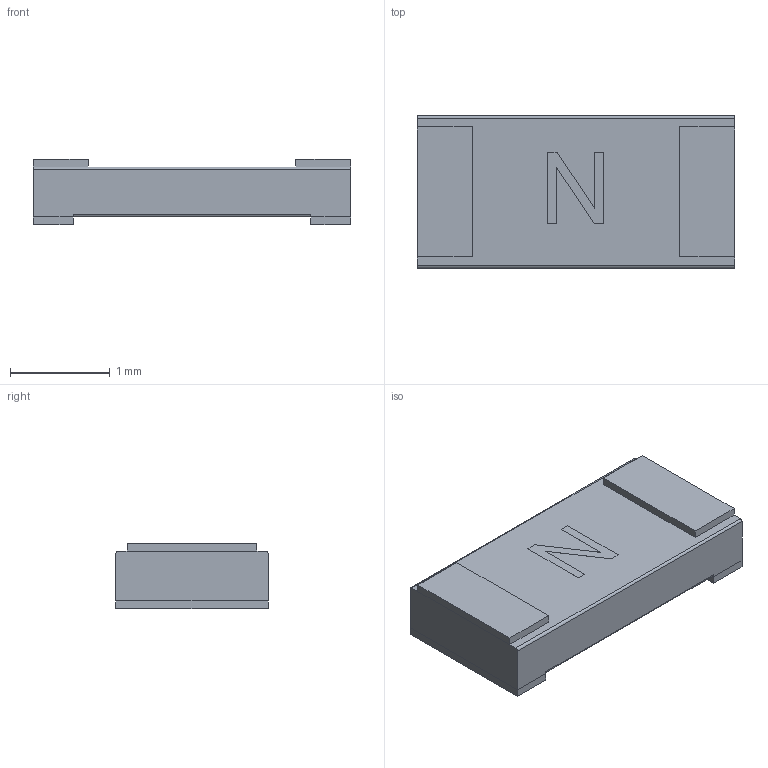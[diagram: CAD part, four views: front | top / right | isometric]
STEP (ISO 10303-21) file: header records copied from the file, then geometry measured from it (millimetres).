
FILE_DESCRIPTION(/* description */ (''),/* implementation_level */ '2;1');
FILE_NAME(/* name */ 'FUSE 1206_3216 0.9MM.step',/* time_stamp */ '2020-05-13T20:01:23+01:00',/* author */ (''),/* organization */ (''),/* preprocessor_version */ 'ST-DEVELOPER v18.1',/* originating_system */ 'Autodesk Translation Framework v9.2.0.1227',/* authorisation */ '');
FILE_SCHEMA (('AUTOMOTIVE_DESIGN { 1 0 10303 214 3 1 1 }'));
Length unit declared in the file: millimetre
Products named in the file (1): FUSE 1206_3216 0.9MM
Bounding box: 3.17 x 1.52 x 0.66 mm (x, y, z)
Volume: 2.6 mm3; surface area: 15.5 mm2
Topology: 1 solids, 1 shells, 41 faces, 106 edges, 68 vertices
Faces by surface type: plane 37, cylinder 4
Entity records: 1294 total; most frequent: CARTESIAN_POINT 216, ORIENTED_EDGE 212, DIRECTION 198, EDGE_CURVE 106, LINE 98, VECTOR 98, VERTEX_POINT 68, AXIS2_PLACEMENT_3D 50
